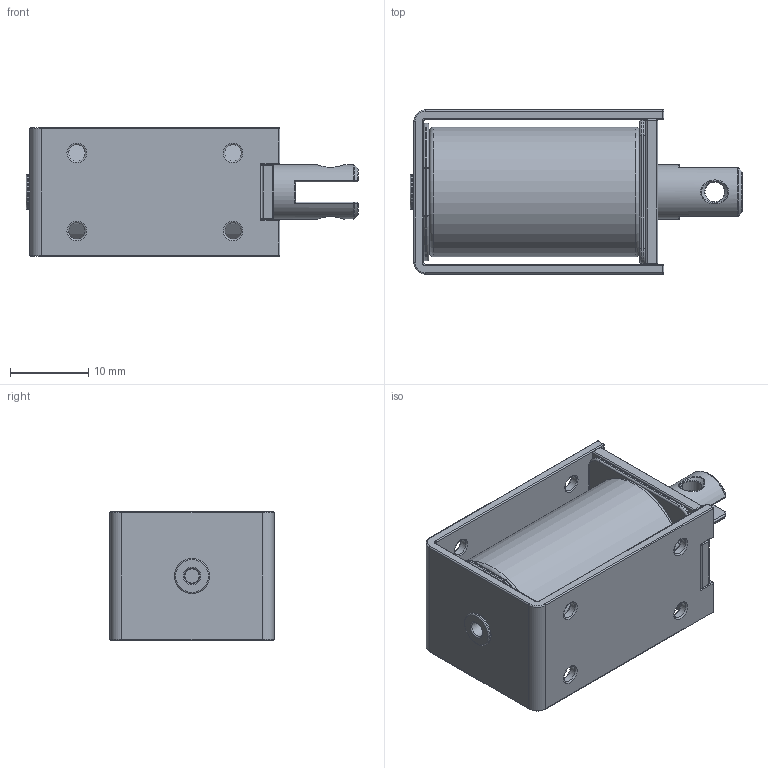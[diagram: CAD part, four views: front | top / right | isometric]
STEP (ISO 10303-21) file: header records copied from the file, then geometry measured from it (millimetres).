
FILE_DESCRIPTION(/* description */ ('Unknown'),/* implementation_level */ '2;1');
FILE_NAME(/* name */ 'RD-A732',/* time_stamp */ '2025-11-10T12:12:33+09:00',/* author */ ('Unknown'),/* organization */ ('Unknown'),/* preprocessor_version */ 'ST-DEVELOPER v18.1',/* originating_system */ 'Solid Edge',/* authorisation */ 'Unknown');
FILE_SCHEMA (('AUTOMOTIVE_DESIGN {1 0 10303 214 3 1 1}'));
Length unit declared in the file: millimetre
Products named in the file (9): RD-A732-parametric; RD-A732-fixed; RD-A732-frame; RD-A732-stop; RD-A732-coil; RD-A732-bobbin; RD-A732-end; RD-A732-plunger
Assembly tree (8 placements, depth 4):
  RD-A732-parametric
    RD-A732-fixed
      RD-A732-frame
      RD-A732-stop
      RD-A732-coil
        RD-A732-bobbin
        RD-A732-coil
      RD-A732-end
    RD-A732-plunger
Bounding box: 42.5 x 21 x 16.6 mm (x, y, z)
Volume: 7883.7 mm3; surface area: 9594 mm2
Topology: 6 solids, 6 shells, 307 faces, 698 edges, 365 vertices
Faces by surface type: cylinder 126, torus 65, plane 56, sphere 48, cone 6, bspline 6
Full cylindrical faces by diameter (mm): 2 x1, 2.113 x8, 2.5 x2, 3.5 x2, 4.5 x1, 7 x1, 7.3 x1, 7.4 x1, 8.4 x2, 8.5 x1, 9.6 x1, 16.6 x1
Entity records: 8830 total; most frequent: DIRECTION 1500, CARTESIAN_POINT 1456, ORIENTED_EDGE 1126, AXIS2_PLACEMENT_3D 643, EDGE_CURVE 563, EDGE_LOOP 410, FACE_BOUND 410, VERTEX_POINT 341
